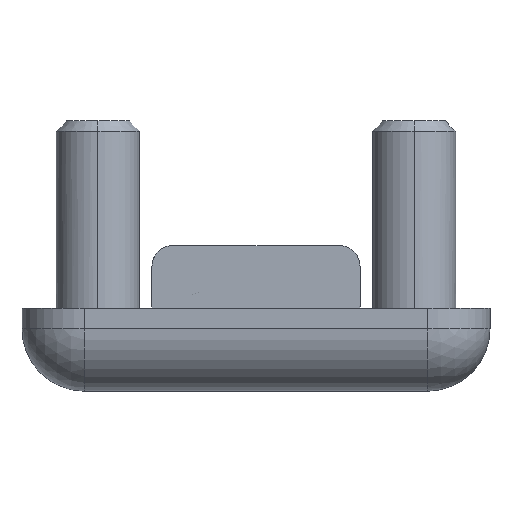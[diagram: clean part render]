
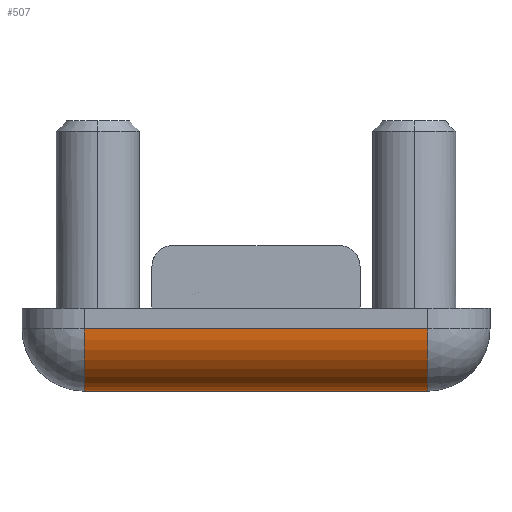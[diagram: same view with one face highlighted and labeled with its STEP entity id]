
A CAD part, left-side view. The second image highlights one B-rep face of the part: STEP entity #507.
In plain terms, the highlighted cylindrical face has radius 3 mm (diameter 6 mm), a partial arc.
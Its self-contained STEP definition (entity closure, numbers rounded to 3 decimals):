
#89 = DIRECTION ( 'NONE',  ( 0., -1., 0. ) ) ;
#92 = CARTESIAN_POINT ( 'NONE',  ( -19.5, 8.25, 3. ) ) ;
#100 = DIRECTION ( 'NONE',  ( 0., 0., -1. ) ) ;
#184 = CARTESIAN_POINT ( 'NONE',  ( -22.5, 8.25, 3. ) ) ;
#218 = ORIENTED_EDGE ( 'NONE', *, *, #896, .T. ) ;
#239 = VECTOR ( 'NONE', #286, 1000. ) ;
#240 = VERTEX_POINT ( 'NONE', #184 ) ;
#265 = VECTOR ( 'NONE', #341, 1000. ) ;
#270 = CARTESIAN_POINT ( 'NONE',  ( -22.5, 11.25, 3. ) ) ;
#276 = LINE ( 'NONE', #359, #265 ) ;
#286 = DIRECTION ( 'NONE',  ( 0., -1., 0. ) ) ;
#287 = LINE ( 'NONE', #270, #239 ) ;
#341 = DIRECTION ( 'NONE',  ( 0., 1., 0. ) ) ;
#359 = CARTESIAN_POINT ( 'NONE',  ( -19.5, 11.25, 0. ) ) ;
#496 = VERTEX_POINT ( 'NONE', #1204 ) ;
#507 = ADVANCED_FACE ( 'NONE', ( #764 ), #750, .T. ) ;
#577 = CIRCLE ( 'NONE', #909, 3. ) ;
#599 = CIRCLE ( 'NONE', #1007, 3. ) ;
#750 = CYLINDRICAL_SURFACE ( 'NONE', #1355, 3. ) ;
#764 = FACE_OUTER_BOUND ( 'NONE', #792, .T. ) ;
#792 = EDGE_LOOP ( 'NONE', ( #218, #1236, #1599, #1518 ) ) ;
#896 = EDGE_CURVE ( 'NONE', #240, #496, #599, .T. ) ;
#909 = AXIS2_PLACEMENT_3D ( 'NONE', #1566, #1563, #1561 ) ;
#976 = EDGE_CURVE ( 'NONE', #1088, #1152, #577, .T. ) ;
#981 = DIRECTION ( 'NONE',  ( 0., -1., 0. ) ) ;
#1007 = AXIS2_PLACEMENT_3D ( 'NONE', #92, #89, #100 ) ;
#1042 = DIRECTION ( 'NONE',  ( 1., 0., 0. ) ) ;
#1076 = CARTESIAN_POINT ( 'NONE',  ( -19.5, 11.25, 3. ) ) ;
#1088 = VERTEX_POINT ( 'NONE', #1331 ) ;
#1105 = CARTESIAN_POINT ( 'NONE',  ( -19.5, -8.25, 0. ) ) ;
#1152 = VERTEX_POINT ( 'NONE', #1105 ) ;
#1204 = CARTESIAN_POINT ( 'NONE',  ( -19.5, 8.25, 0. ) ) ;
#1236 = ORIENTED_EDGE ( 'NONE', *, *, #1435, .F. ) ;
#1331 = CARTESIAN_POINT ( 'NONE',  ( -22.5, -8.25, 3. ) ) ;
#1355 = AXIS2_PLACEMENT_3D ( 'NONE', #1076, #981, #1042 ) ;
#1435 = EDGE_CURVE ( 'NONE', #1152, #496, #276, .T. ) ;
#1456 = EDGE_CURVE ( 'NONE', #240, #1088, #287, .T. ) ;
#1518 = ORIENTED_EDGE ( 'NONE', *, *, #1456, .F. ) ;
#1561 = DIRECTION ( 'NONE',  ( 0., 0., -1. ) ) ;
#1563 = DIRECTION ( 'NONE',  ( 0., -1., 0. ) ) ;
#1566 = CARTESIAN_POINT ( 'NONE',  ( -19.5, -8.25, 3. ) ) ;
#1599 = ORIENTED_EDGE ( 'NONE', *, *, #976, .F. ) ;
